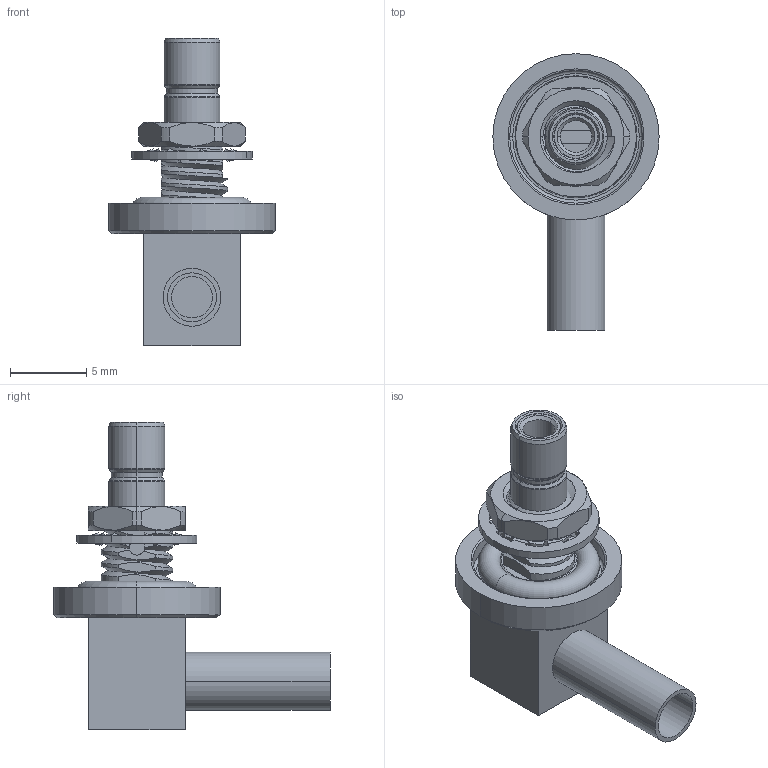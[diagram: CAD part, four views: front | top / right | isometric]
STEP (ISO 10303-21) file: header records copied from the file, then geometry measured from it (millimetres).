
FILE_DESCRIPTION (( 'STEP AP214' ), '1' );
FILE_NAME ('32-271-1-D3-AD.STEP', '2021-04-21T15:00:22', ( '' ), ( '' ), 'SwSTEP 2.0', 'SolidWorks 2021', '' );
FILE_SCHEMA (( 'AUTOMOTIVE_DESIGN' ));
Length unit declared in the file: millimetre
Products named in the file (1): 32-271-1-D3-AD
Bounding box: 10.9 x 18.12 x 20.15 mm (x, y, z)
Surface area: 1360.4 mm2 (no closed solid volume)
Topology: 0 solids, 11 shells, 210 faces, 612 edges, 391 vertices
Faces by surface type: cylinder 65, plane 57, bspline 41, cone 29, torus 18
Entity records: 12606 total; most frequent: CARTESIAN_POINT 5162, ORIENTED_EDGE 1063, DIRECTION 987, EDGE_CURVE 611, VERTEX_POINT 391, AXIS2_PLACEMENT_3D 369, LINE 249, VECTOR 249
